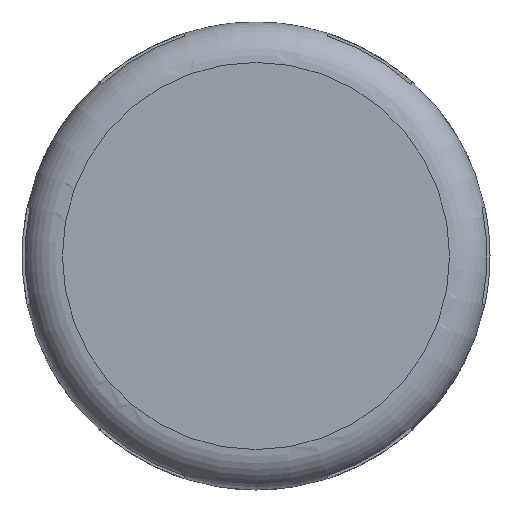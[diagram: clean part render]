
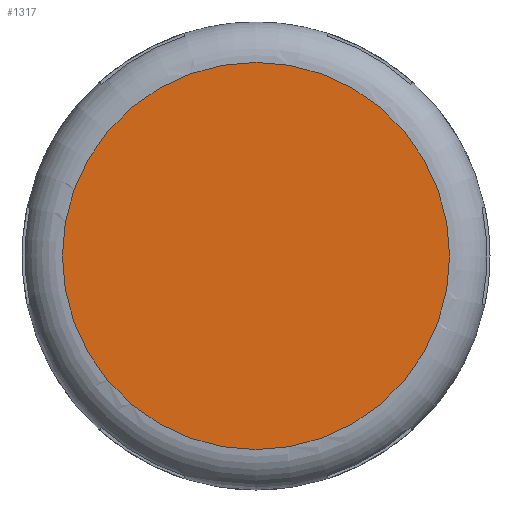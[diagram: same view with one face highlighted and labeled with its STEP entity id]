
A CAD part, front view. The second image highlights one B-rep face of the part: STEP entity #1317.
In plain terms, the highlighted planar face has unit normal (0, -1, 0).
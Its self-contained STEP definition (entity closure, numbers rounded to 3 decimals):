
#303=FACE_OUTER_BOUND('',#373,.T.);
#373=EDGE_LOOP('',(#938));
#448=CIRCLE('',#1398,38.063);
#513=VERTEX_POINT('',#2170);
#655=EDGE_CURVE('',#513,#513,#448,.T.);
#938=ORIENTED_EDGE('',*,*,#655,.F.);
#1255=PLANE('',#1425);
#1317=ADVANCED_FACE('',(#303),#1255,.T.);
#1398=AXIS2_PLACEMENT_3D('',#2171,#1578,#1579);
#1425=AXIS2_PLACEMENT_3D('',#2337,#1656,#1657);
#1578=DIRECTION('center_axis',(0.,1.,0.));
#1579=DIRECTION('ref_axis',(-1.,0.,0.));
#1656=DIRECTION('center_axis',(0.,-1.,0.));
#1657=DIRECTION('ref_axis',(0.,0.,-1.));
#2170=CARTESIAN_POINT('',(0.,-68.5,38.063));
#2171=CARTESIAN_POINT('Origin',(0.,-68.5,0.));
#2337=CARTESIAN_POINT('Origin',(0.,-68.5,0.));
